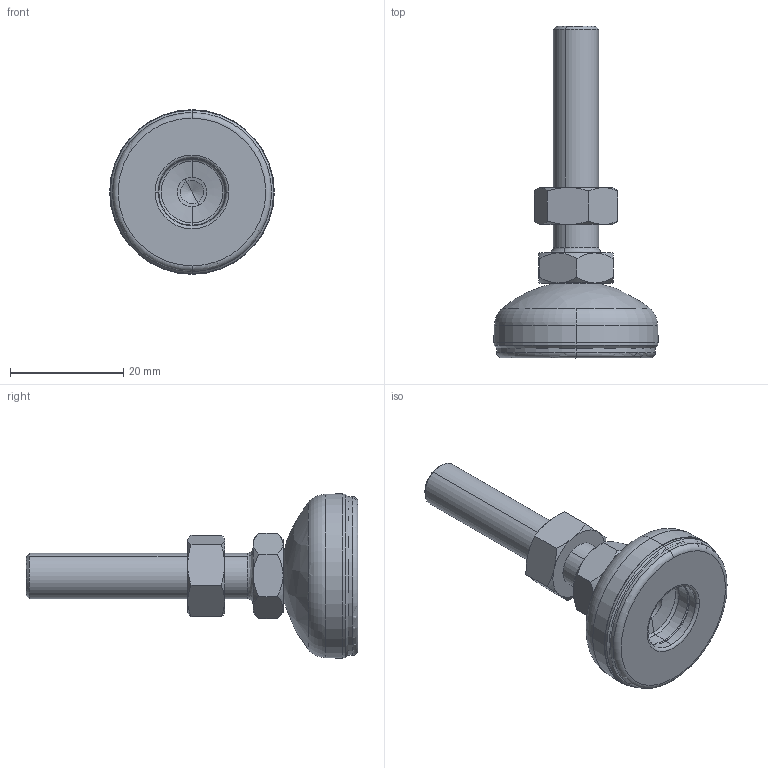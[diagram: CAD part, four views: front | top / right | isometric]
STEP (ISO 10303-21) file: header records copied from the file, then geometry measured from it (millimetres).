
FILE_DESCRIPTION (( 'STEP AP203' ), '1' );
FILE_NAME ('A60.18.30.01 ECO feet nylon 30 - M8 x 40.STEP', '2018-09-28T12:57:18', ( '' ), ( '' ), 'SwSTEP 2.0', 'SolidWorks 2015', '' );
FILE_SCHEMA (( 'CONFIG_CONTROL_DESIGN' ));
Length unit declared in the file: inch
Products named in the file (2): A60.18.30.01 ECO feet nylon 30 - M8 x 40
Bounding box: 29 x 58.49 x 29 mm (x, y, z)
Volume: 9186.4 mm3; surface area: 7062.4 mm2
Topology: 4 solids, 4 shells, 181 faces, 431 edges, 261 vertices
Faces by surface type: cone 57, cylinder 48, plane 37, torus 34, bspline 4, sphere 1
Entity records: 8507 total; most frequent: CARTESIAN_POINT 4324, DIRECTION 858, ORIENTED_EDGE 854, EDGE_CURVE 427, AXIS2_PLACEMENT_3D 371, VERTEX_POINT 261, EDGE_LOOP 194, CIRCLE 192
